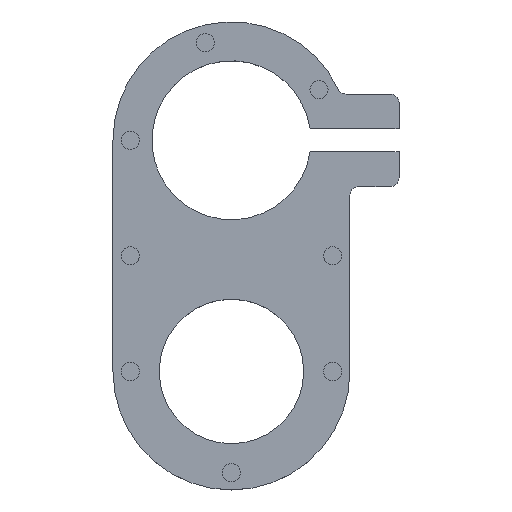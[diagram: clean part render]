
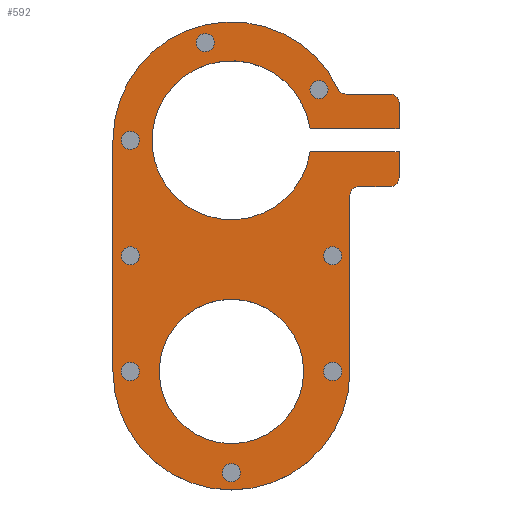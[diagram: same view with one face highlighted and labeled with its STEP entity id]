
A CAD part, top view. The second image highlights one B-rep face of the part: STEP entity #592.
In plain terms, the highlighted planar face has unit normal (0, 0, 1).
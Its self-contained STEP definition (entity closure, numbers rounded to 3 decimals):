
#20=FACE_BOUND('',#124,.T.);
#21=FACE_BOUND('',#125,.T.);
#22=FACE_BOUND('',#126,.T.);
#23=FACE_BOUND('',#127,.T.);
#24=FACE_BOUND('',#128,.T.);
#25=FACE_BOUND('',#129,.T.);
#26=FACE_BOUND('',#130,.T.);
#27=FACE_BOUND('',#131,.T.);
#28=FACE_BOUND('',#132,.T.);
#46=PLANE('',#678);
#82=FACE_OUTER_BOUND('',#123,.T.);
#123=EDGE_LOOP('',(#515,#516,#517,#518,#519,#520,#521,#522,#523,#524,#525,
#526,#527,#528,#529));
#124=EDGE_LOOP('',(#530));
#125=EDGE_LOOP('',(#531));
#126=EDGE_LOOP('',(#532));
#127=EDGE_LOOP('',(#533));
#128=EDGE_LOOP('',(#534));
#129=EDGE_LOOP('',(#535));
#130=EDGE_LOOP('',(#536));
#131=EDGE_LOOP('',(#537));
#132=EDGE_LOOP('',(#538));
#148=LINE('',#953,#190);
#151=LINE('',#966,#193);
#165=LINE('',#1013,#207);
#167=LINE('',#1016,#209);
#168=LINE('',#1019,#210);
#171=LINE('',#1026,#213);
#172=LINE('',#1029,#214);
#174=LINE('',#1032,#216);
#190=VECTOR('',#780,10.);
#193=VECTOR('',#793,10.);
#207=VECTOR('',#841,10.);
#209=VECTOR('',#845,10.);
#210=VECTOR('',#848,10.);
#213=VECTOR('',#857,10.);
#214=VECTOR('',#860,10.);
#216=VECTOR('',#864,10.);
#217=CIRCLE('',#608,3.15);
#219=CIRCLE('',#612,3.15);
#221=CIRCLE('',#616,3.15);
#223=CIRCLE('',#620,3.15);
#225=CIRCLE('',#624,3.15);
#227=CIRCLE('',#628,3.15);
#229=CIRCLE('',#632,3.15);
#231=CIRCLE('',#636,3.15);
#234=CIRCLE('',#641,3.);
#236=CIRCLE('',#644,41.);
#238=CIRCLE('',#647,3.);
#240=CIRCLE('',#651,3.);
#247=CIRCLE('',#661,3.);
#250=CIRCLE('',#667,25.);
#251=CIRCLE('',#669,27.5);
#252=CIRCLE('',#674,41.);
#253=VERTEX_POINT('',#869);
#255=VERTEX_POINT('',#876);
#257=VERTEX_POINT('',#883);
#259=VERTEX_POINT('',#890);
#261=VERTEX_POINT('',#897);
#263=VERTEX_POINT('',#904);
#265=VERTEX_POINT('',#911);
#267=VERTEX_POINT('',#918);
#271=VERTEX_POINT('',#928);
#272=VERTEX_POINT('',#930);
#274=VERTEX_POINT('',#936);
#277=VERTEX_POINT('',#943);
#278=VERTEX_POINT('',#945);
#280=VERTEX_POINT('',#951);
#282=VERTEX_POINT('',#957);
#283=VERTEX_POINT('',#958);
#295=VERTEX_POINT('',#990);
#298=VERTEX_POINT('',#1002);
#299=VERTEX_POINT('',#1006);
#300=VERTEX_POINT('',#1008);
#301=VERTEX_POINT('',#1012);
#302=VERTEX_POINT('',#1018);
#303=VERTEX_POINT('',#1022);
#304=VERTEX_POINT('',#1028);
#305=EDGE_CURVE('',#253,#253,#217,.T.);
#308=EDGE_CURVE('',#255,#255,#219,.T.);
#311=EDGE_CURVE('',#257,#257,#221,.T.);
#314=EDGE_CURVE('',#259,#259,#223,.T.);
#317=EDGE_CURVE('',#261,#261,#225,.T.);
#320=EDGE_CURVE('',#263,#263,#227,.T.);
#323=EDGE_CURVE('',#265,#265,#229,.T.);
#326=EDGE_CURVE('',#267,#267,#231,.T.);
#331=EDGE_CURVE('',#271,#272,#234,.T.);
#335=EDGE_CURVE('',#271,#274,#236,.T.);
#338=EDGE_CURVE('',#277,#278,#238,.T.);
#342=EDGE_CURVE('',#277,#280,#148,.T.);
#344=EDGE_CURVE('',#282,#283,#240,.T.);
#348=EDGE_CURVE('',#282,#272,#151,.T.);
#361=EDGE_CURVE('',#295,#280,#247,.T.);
#367=EDGE_CURVE('',#298,#298,#250,.T.);
#370=EDGE_CURVE('',#300,#299,#251,.T.);
#372=EDGE_CURVE('',#301,#300,#165,.T.);
#374=EDGE_CURVE('',#295,#301,#167,.T.);
#375=EDGE_CURVE('',#302,#278,#168,.T.);
#377=EDGE_CURVE('',#303,#302,#252,.T.);
#379=EDGE_CURVE('',#274,#303,#171,.T.);
#380=EDGE_CURVE('',#304,#283,#172,.T.);
#382=EDGE_CURVE('',#299,#304,#174,.T.);
#515=ORIENTED_EDGE('',*,*,#344,.F.);
#516=ORIENTED_EDGE('',*,*,#348,.T.);
#517=ORIENTED_EDGE('',*,*,#331,.F.);
#518=ORIENTED_EDGE('',*,*,#335,.T.);
#519=ORIENTED_EDGE('',*,*,#379,.T.);
#520=ORIENTED_EDGE('',*,*,#377,.T.);
#521=ORIENTED_EDGE('',*,*,#375,.T.);
#522=ORIENTED_EDGE('',*,*,#338,.F.);
#523=ORIENTED_EDGE('',*,*,#342,.T.);
#524=ORIENTED_EDGE('',*,*,#361,.F.);
#525=ORIENTED_EDGE('',*,*,#374,.T.);
#526=ORIENTED_EDGE('',*,*,#372,.T.);
#527=ORIENTED_EDGE('',*,*,#370,.T.);
#528=ORIENTED_EDGE('',*,*,#382,.T.);
#529=ORIENTED_EDGE('',*,*,#380,.T.);
#530=ORIENTED_EDGE('',*,*,#305,.T.);
#531=ORIENTED_EDGE('',*,*,#308,.T.);
#532=ORIENTED_EDGE('',*,*,#311,.T.);
#533=ORIENTED_EDGE('',*,*,#314,.T.);
#534=ORIENTED_EDGE('',*,*,#317,.T.);
#535=ORIENTED_EDGE('',*,*,#320,.T.);
#536=ORIENTED_EDGE('',*,*,#323,.T.);
#537=ORIENTED_EDGE('',*,*,#326,.T.);
#538=ORIENTED_EDGE('',*,*,#367,.T.);
#592=ADVANCED_FACE('',(#82,#20,#21,#22,#23,#24,#25,#26,#27,#28),#46,.T.);
#608=AXIS2_PLACEMENT_3D('',#870,#683,#684);
#612=AXIS2_PLACEMENT_3D('',#877,#692,#693);
#616=AXIS2_PLACEMENT_3D('',#884,#701,#702);
#620=AXIS2_PLACEMENT_3D('',#891,#710,#711);
#624=AXIS2_PLACEMENT_3D('',#898,#719,#720);
#628=AXIS2_PLACEMENT_3D('',#905,#728,#729);
#632=AXIS2_PLACEMENT_3D('',#912,#737,#738);
#636=AXIS2_PLACEMENT_3D('',#919,#746,#747);
#641=AXIS2_PLACEMENT_3D('',#931,#758,#759);
#644=AXIS2_PLACEMENT_3D('',#938,#766,#767);
#647=AXIS2_PLACEMENT_3D('',#946,#773,#774);
#651=AXIS2_PLACEMENT_3D('',#959,#785,#786);
#661=AXIS2_PLACEMENT_3D('',#991,#815,#816);
#667=AXIS2_PLACEMENT_3D('',#1003,#830,#831);
#669=AXIS2_PLACEMENT_3D('',#1009,#836,#837);
#674=AXIS2_PLACEMENT_3D('',#1023,#852,#853);
#678=AXIS2_PLACEMENT_3D('',#1033,#865,#866);
#683=DIRECTION('center_axis',(0.,0.,-1.));
#684=DIRECTION('ref_axis',(-1.,0.,0.));
#692=DIRECTION('center_axis',(0.,0.,-1.));
#693=DIRECTION('ref_axis',(-1.,0.,0.));
#701=DIRECTION('center_axis',(0.,0.,-1.));
#702=DIRECTION('ref_axis',(-1.,0.,0.));
#710=DIRECTION('center_axis',(0.,0.,-1.));
#711=DIRECTION('ref_axis',(-1.,0.,0.));
#719=DIRECTION('center_axis',(0.,0.,-1.));
#720=DIRECTION('ref_axis',(-1.,0.,0.));
#728=DIRECTION('center_axis',(0.,0.,-1.));
#729=DIRECTION('ref_axis',(-1.,0.,0.));
#737=DIRECTION('center_axis',(0.,0.,-1.));
#738=DIRECTION('ref_axis',(-1.,0.,0.));
#746=DIRECTION('center_axis',(0.,0.,-1.));
#747=DIRECTION('ref_axis',(-1.,0.,0.));
#758=DIRECTION('center_axis',(0.,0.,1.));
#759=DIRECTION('ref_axis',(-0.533,-0.846,0.));
#766=DIRECTION('center_axis',(0.,0.,1.));
#767=DIRECTION('ref_axis',(1.,0.,0.));
#773=DIRECTION('center_axis',(0.,0.,1.));
#774=DIRECTION('ref_axis',(-0.707,0.707,0.));
#780=DIRECTION('',(1.,0.,0.));
#785=DIRECTION('center_axis',(0.,0.,-1.));
#786=DIRECTION('ref_axis',(0.707,0.707,0.));
#793=DIRECTION('',(-1.,0.,0.));
#815=DIRECTION('center_axis',(0.,0.,-1.));
#816=DIRECTION('ref_axis',(0.707,-0.707,0.));
#830=DIRECTION('center_axis',(0.,0.,-1.));
#831=DIRECTION('ref_axis',(1.,0.,0.));
#836=DIRECTION('center_axis',(0.,0.,-1.));
#837=DIRECTION('ref_axis',(1.,0.,0.));
#841=DIRECTION('',(-1.,0.,0.));
#845=DIRECTION('',(0.,1.,0.));
#848=DIRECTION('',(0.,1.,0.));
#852=DIRECTION('center_axis',(0.,0.,1.));
#853=DIRECTION('ref_axis',(1.,0.,0.));
#857=DIRECTION('',(0.,-1.,0.));
#860=DIRECTION('',(0.,1.,0.));
#864=DIRECTION('',(1.,0.,0.));
#865=DIRECTION('center_axis',(0.,0.,1.));
#866=DIRECTION('ref_axis',(1.,0.,0.));
#869=CARTESIAN_POINT('',(-31.85,0.,10.5));
#870=CARTESIAN_POINT('Origin',(-35.,0.,10.5));
#876=CARTESIAN_POINT('',(-31.85,-80.,10.5));
#877=CARTESIAN_POINT('Origin',(-35.,-80.,10.5));
#883=CARTESIAN_POINT('',(38.15,-80.,10.5));
#884=CARTESIAN_POINT('Origin',(35.,-80.,10.5));
#890=CARTESIAN_POINT('',(-5.909,33.807,10.5));
#891=CARTESIAN_POINT('Origin',(-9.059,33.807,10.5));
#897=CARTESIAN_POINT('',(-31.85,-40.,10.5));
#898=CARTESIAN_POINT('Origin',(-35.,-40.,10.5));
#904=CARTESIAN_POINT('',(3.15,-115.,10.5));
#905=CARTESIAN_POINT('Origin',(0.,-115.,10.5));
#911=CARTESIAN_POINT('',(38.15,-40.,10.5));
#912=CARTESIAN_POINT('Origin',(35.,-40.,10.5));
#918=CARTESIAN_POINT('',(33.461,17.5,10.5));
#919=CARTESIAN_POINT('Origin',(30.311,17.5,10.5));
#928=CARTESIAN_POINT('',(36.98,17.705,10.5));
#930=CARTESIAN_POINT('',(39.686,16.,10.5));
#931=CARTESIAN_POINT('Origin',(39.686,19.,10.5));
#936=CARTESIAN_POINT('',(-41.,0.,10.5));
#938=CARTESIAN_POINT('Origin',(0.,0.,10.5));
#943=CARTESIAN_POINT('',(44.,-16.,10.5));
#945=CARTESIAN_POINT('',(41.,-19.,10.5));
#946=CARTESIAN_POINT('Origin',(44.,-19.,10.5));
#951=CARTESIAN_POINT('',(55.,-16.,10.5));
#953=CARTESIAN_POINT('',(58.,-16.,10.5));
#957=CARTESIAN_POINT('',(55.,16.,10.5));
#958=CARTESIAN_POINT('',(58.,13.,10.5));
#959=CARTESIAN_POINT('Origin',(55.,13.,10.5));
#966=CARTESIAN_POINT('',(58.,16.,10.5));
#990=CARTESIAN_POINT('',(58.,-13.,10.5));
#991=CARTESIAN_POINT('Origin',(55.,-13.,10.5));
#1002=CARTESIAN_POINT('',(-25.,-80.,10.5));
#1003=CARTESIAN_POINT('Origin',(0.,-80.,10.5));
#1006=CARTESIAN_POINT('',(27.208,4.,10.5));
#1008=CARTESIAN_POINT('',(27.208,-4.,10.5));
#1009=CARTESIAN_POINT('Origin',(0.,0.,10.5));
#1012=CARTESIAN_POINT('',(58.,-4.,10.5));
#1013=CARTESIAN_POINT('',(0.,-4.,10.5));
#1016=CARTESIAN_POINT('',(58.,-4.,10.5));
#1018=CARTESIAN_POINT('',(41.,-80.,10.5));
#1019=CARTESIAN_POINT('',(41.,0.,10.5));
#1022=CARTESIAN_POINT('',(-41.,-80.,10.5));
#1023=CARTESIAN_POINT('Origin',(0.,-80.,10.5));
#1026=CARTESIAN_POINT('',(-41.,0.,10.5));
#1028=CARTESIAN_POINT('',(58.,4.,10.5));
#1029=CARTESIAN_POINT('',(58.,4.,10.5));
#1032=CARTESIAN_POINT('',(0.,4.,10.5));
#1033=CARTESIAN_POINT('Origin',(8.5,-40.,10.5));
